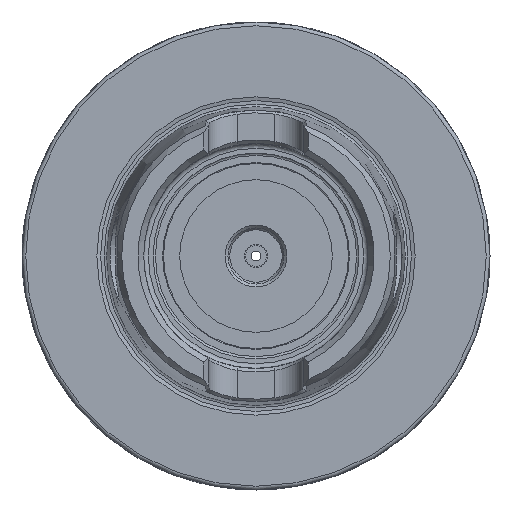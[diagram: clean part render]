
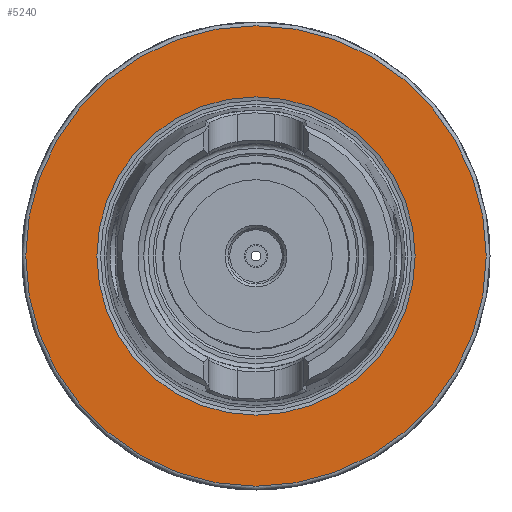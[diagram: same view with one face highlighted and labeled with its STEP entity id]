
A CAD part, left-side view. The second image highlights one B-rep face of the part: STEP entity #5240.
In plain terms, the highlighted planar face has unit normal (-1, 0, 0).
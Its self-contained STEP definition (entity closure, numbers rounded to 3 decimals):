
#5206=CARTESIAN_POINT('',(0.0,34.,0.0));
#5207=VERTEX_POINT('',#5206);
#5208=CARTESIAN_POINT('',(0.0,0.0,0.0));
#5209=DIRECTION('',(1.0,0.0,0.0));
#5210=DIRECTION('',(0.0,1.0,0.0));
#5211=AXIS2_PLACEMENT_3D('',#5208,#5209,#5210);
#5212=CIRCLE('',#5211,34.);
#5213=EDGE_CURVE('',#5207,#5207,#5212,.T.);
#5221=CARTESIAN_POINT('',(0.,41.6,0.0));
#5222=DIRECTION('',(-1.0,0.0,0.0));
#5223=DIRECTION('',(0.0,0.0,1.0));
#5224=AXIS2_PLACEMENT_3D('',#5221,#5222,#5223);
#5225=PLANE('',#5224);
#5226=CARTESIAN_POINT('',(0.,49.2,0.0));
#5227=VERTEX_POINT('',#5226);
#5228=CARTESIAN_POINT('',(0.,0.0,0.0));
#5229=DIRECTION('',(1.0,0.0,0.0));
#5230=DIRECTION('',(0.0,1.0,0.0));
#5231=AXIS2_PLACEMENT_3D('',#5228,#5229,#5230);
#5232=CIRCLE('',#5231,49.2);
#5233=EDGE_CURVE('',#5227,#5227,#5232,.T.);
#5234=ORIENTED_EDGE('',*,*,#5233,.F.);
#5235=EDGE_LOOP('',(#5234));
#5236=FACE_OUTER_BOUND('',#5235,.T.);
#5237=ORIENTED_EDGE('',*,*,#5213,.T.);
#5238=EDGE_LOOP('',(#5237));
#5239=FACE_BOUND('',#5238,.T.);
#5240=ADVANCED_FACE('',(#5236,#5239),#5225,.T.);
